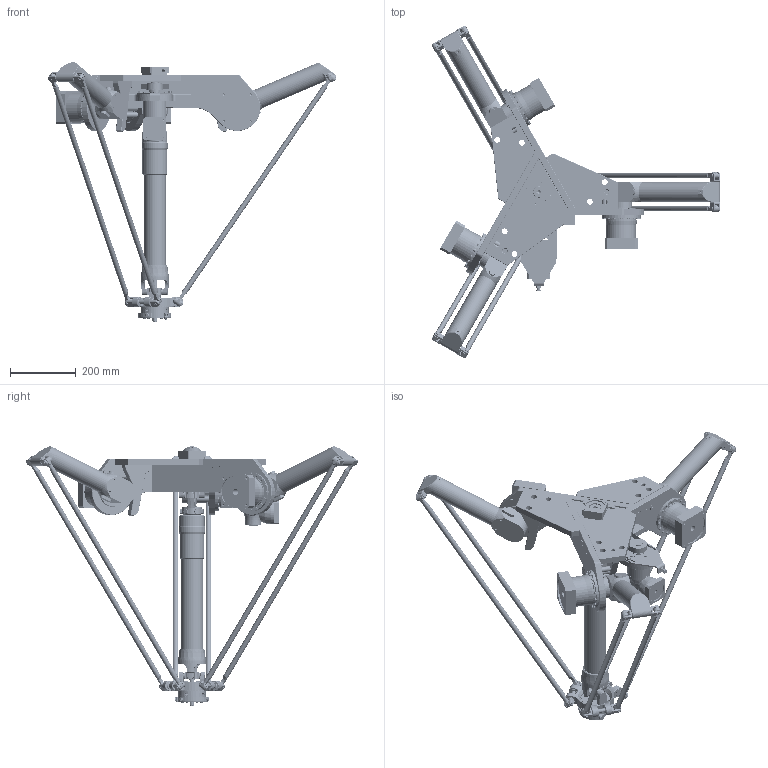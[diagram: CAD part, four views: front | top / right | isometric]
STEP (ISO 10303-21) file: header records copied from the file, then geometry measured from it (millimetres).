
FILE_DESCRIPTION(/* description */ (''),/* implementation_level */ '2;1');
FILE_NAME(/* name */ '3D-model_A_00037-TS1-ATS.stp',/* time_stamp */ '2022-02-09T11:54:41+01:00',/* author */ ('michael.schutter'),/* organization */ ('Majatronic'),/* preprocessor_version */ 'ST-DEVELOPER v16.5',/* originating_system */ 'Autodesk Inventor 2017',/* authorisation */ '');
FILE_SCHEMA (('AUTOMOTIVE_DESIGN { 1 0 10303 214 3 1 1 }'));
Length unit declared in the file: millimetre
Products named in the file (16): MT_BGR00021595MT_BGR; MT_BGR00018862MT_BGR; MT_WST00058569MT_WST; MT_WST00058597MT_WST; MT_WST00058598MT_WST; MT_WST00054194MT_WST; MT_WST00066325MT_WST; MT_WST00106842; MT_WST00066324MT_WST; MT_WST00050715MT_WST; MT_WST00101401; MT_WST00065067MT_WST; MT_WST00066319MT_WST; MT_WST00068449MT_WST; MT_WST00068450MT_WST; MT_WST00068540MT_WST
Assembly tree (32 placements, depth 3):
  MT_BGR00021595MT_BGR
    MT_BGR00018862MT_BGR
      MT_WST00058569MT_WST
      MT_WST00058597MT_WST  x3
      MT_WST00058598MT_WST
    MT_WST00054194MT_WST  x3
    MT_WST00101401  x6
    MT_WST00066325MT_WST
    MT_WST00106842  x2
    MT_WST00066324MT_WST
    MT_WST00050715MT_WST
    MT_WST00065067MT_WST  x6
    MT_WST00066319MT_WST
    MT_WST00068449MT_WST  x2
    MT_WST00068450MT_WST  x2
    MT_WST00068540MT_WST
Bounding box: 874.56 x 1006.5 x 785.34 mm (x, y, z)
Volume: 16476945.7 mm3; surface area: 1892628.2 mm2
Topology: 33 solids, 33 shells, 4261 faces, 9781 edges, 6144 vertices
Faces by surface type: plane 2245, cylinder 1246, cone 420, bspline 204, torus 138, sphere 8
Full cylindrical faces by diameter (mm): 2 x6, 2.06 x1, 3 x1, 3.5 x2, 4 x12, 4.134 x9, 4.917 x9, 5 x48, 5.5 x1, 6 x75, 6.5 x4, 6.647 x12, 7 x14, 8 x39, 8.5 x96, 8.566 x4, 9 x4, 10 x44, 10.1 x2, 10.4 x2, 11 x9, 11.4 x1, 12 x29, 15 x8, 15.4 x1, 15.98 x12, 16 x47, 17.5 x9, 18 x32, 19 x3
Entity records: 89213 total; most frequent: CARTESIAN_POINT 25626, DIRECTION 12896, ORIENTED_EDGE 12044, EDGE_CURVE 6022, AXIS2_PLACEMENT_3D 4764, VERTEX_POINT 4064, EDGE_LOOP 3680, LINE 3368
